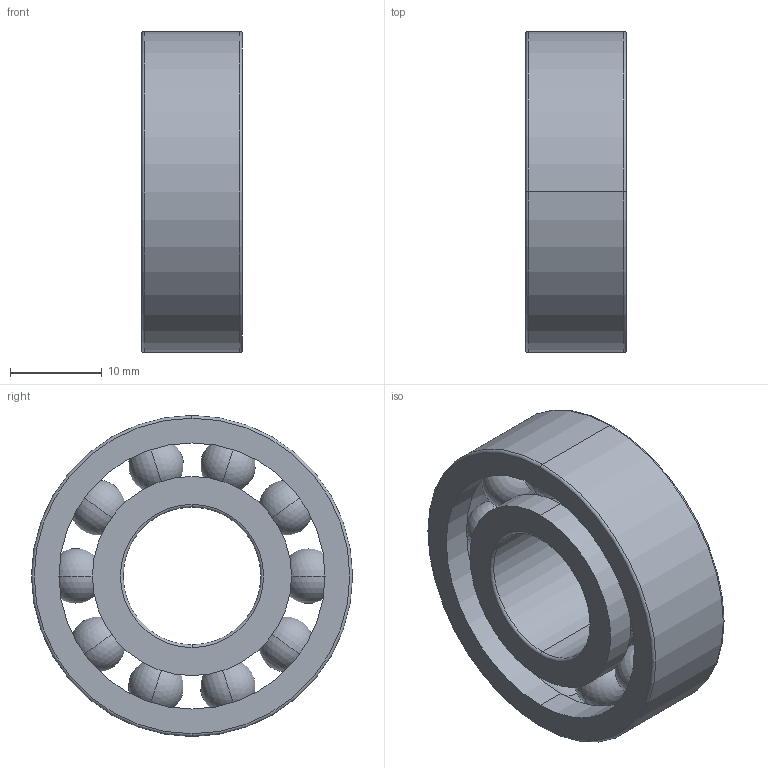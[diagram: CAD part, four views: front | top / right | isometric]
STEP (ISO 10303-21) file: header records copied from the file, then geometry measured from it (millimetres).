
FILE_DESCRIPTION (( 'STEP AP203' ), '1' );
FILE_NAME ('SKF BALL BEARING 6202 15x35x11.STEP', '2021-07-30T14:03:14', ( '' ), ( '' ), 'SwSTEP 2.0', 'SolidWorks 2019', '' );
FILE_SCHEMA (( 'CONFIG_CONTROL_DESIGN' ));
Length unit declared in the file: millimetre
Products named in the file (1): SKF BALL BEARING 6202 15x35x11
Bounding box: 11 x 35 x 35 mm (x, y, z)
Volume: 5943.9 mm3; surface area: 5689 mm2
Topology: 12 solids, 12 shells, 145 faces, 388 edges, 256 vertices
Faces by surface type: bspline 53, plane 46, sphere 20, torus 14, cylinder 12
Entity records: 7165 total; most frequent: CARTESIAN_POINT 4067, ORIENTED_EDGE 676, DIRECTION 486, EDGE_CURVE 338, VERTEX_POINT 226, LINE 164, VECTOR 164, AXIS2_PLACEMENT_3D 161
